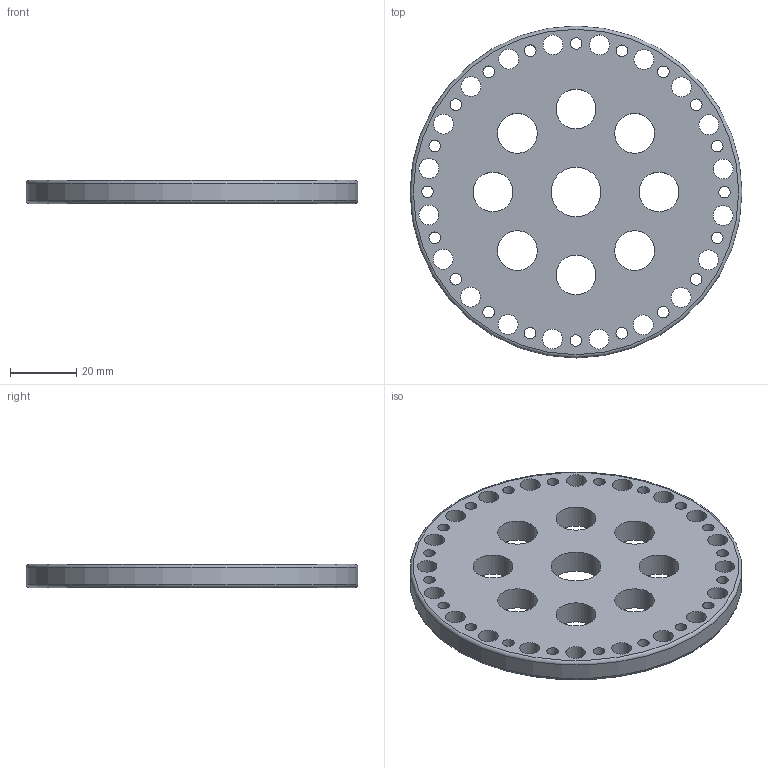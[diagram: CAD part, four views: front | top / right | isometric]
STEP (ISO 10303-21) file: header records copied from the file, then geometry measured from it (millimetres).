
FILE_DESCRIPTION(/* description */ ('','CAx-IF Rec.Pracs.---Representation and Presentation of Product Manufacturing Information (PMI)---4.0---2014-10-13'),/* implementation_level */ '2;1');
FILE_NAME(/* name */ '',/* time_stamp */ '2025-01-12T20:10:47+08:00',/* author */ (''),/* organization */ (''),/* preprocessor_version */ 'ST-DEVELOPER v20',/* originating_system */ 'Autodesk Translation Framework v13.20.0.188',/* authorisation */ '');
FILE_SCHEMA (('AP242_MANAGED_MODEL_BASED_3D_ENGINEERING_MIM_LF { 1 0 10303 442 1 1 4 }'));
Length unit declared in the file: millimetre
Products named in the file (1): 地网盘
Bounding box: 100 x 100 x 7 mm (x, y, z)
Volume: 41967.8 mm3; surface area: 20577 mm2
Topology: 1 solids, 1 shells, 54 faces, 154 edges, 102 vertices
Faces by surface type: cylinder 50, torus 2, plane 2
Full cylindrical faces by diameter (mm): 3.5 x20, 6 x20, 12 x8, 15 x1, 100 x1
Entity records: 2055 total; most frequent: DIRECTION 368, CARTESIAN_POINT 311, ORIENTED_EDGE 308, AXIS2_PLACEMENT_3D 159, EDGE_CURVE 154, EDGE_LOOP 152, CIRCLE 104, VERTEX_POINT 102
